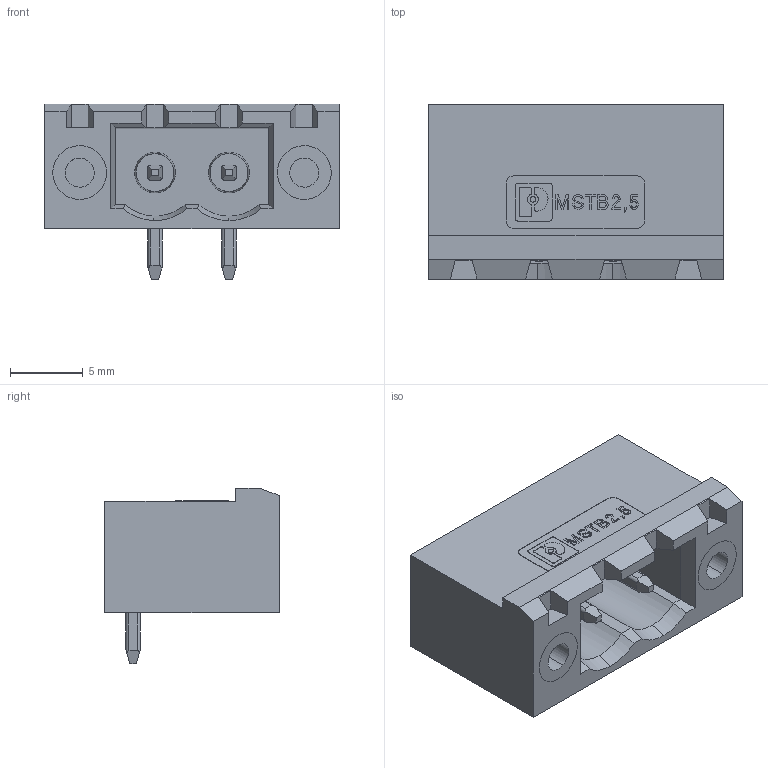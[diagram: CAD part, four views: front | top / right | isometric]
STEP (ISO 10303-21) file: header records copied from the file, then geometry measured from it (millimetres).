
FILE_DESCRIPTION(('STEP AP214'),'1');
FILE_NAME('cctmp_0E4B8FB1-D905-4A92-8475-0438963DEAA7_2023_04_20_11_56_09_0742_11296..stp','2023-04-20T11:56:10',('PHOENIX CONTACT Deutschland GmbH'),('CADClick - www.CADClick.com'),'Spatial InterOp 3D',' ','unknown authorization');
FILE_SCHEMA(('AUTOMOTIVE_DESIGN'));
Length unit declared in the file: millimetre
Products named in the file (6): 2023_04_20_11_56_09_0492; 2023_04_20_11_56_09_0742; 2023_04_20_11_56_09_0727; 2023_04_20_11_56_09_0711; 2023_04_20_11_56_09_0696; 2023_04_20_11_56_09_0664
Assembly tree (5 placements, depth 2):
  2023_04_20_11_56_09_0492
    2023_04_20_11_56_09_0742
    2023_04_20_11_56_09_0727
    2023_04_20_11_56_09_0711
    2023_04_20_11_56_09_0696
    2023_04_20_11_56_09_0664
Bounding box: 20.27 x 12 x 12.07 mm (x, y, z)
Volume: 1296.4 mm3; surface area: 1983.8 mm2
Topology: 5 solids, 5 shells, 545 faces, 1531 edges, 1012 vertices
Faces by surface type: plane 384, cylinder 133, cone 16, bspline 8, sphere 4
Entity records: 38372 total; most frequent: CARTESIAN_POINT 8548, ORIENTED_EDGE 3054, DIRECTION 2887, STYLED_ITEM 2752, PRESENTATION_STYLE_ASSIGNMENT 2752, COLOUR_RGB 2752, EDGE_CURVE 1527, CURVE_STYLE 1386
